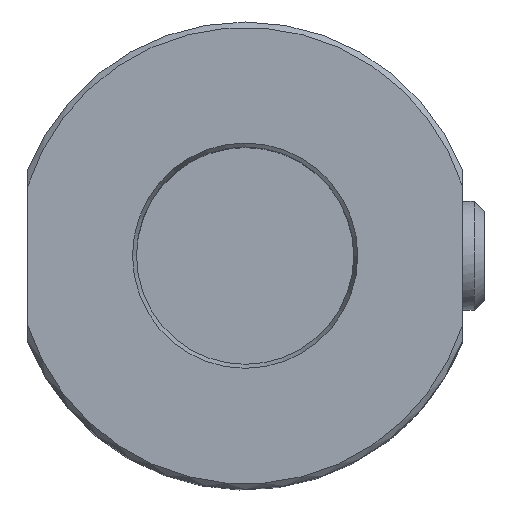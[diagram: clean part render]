
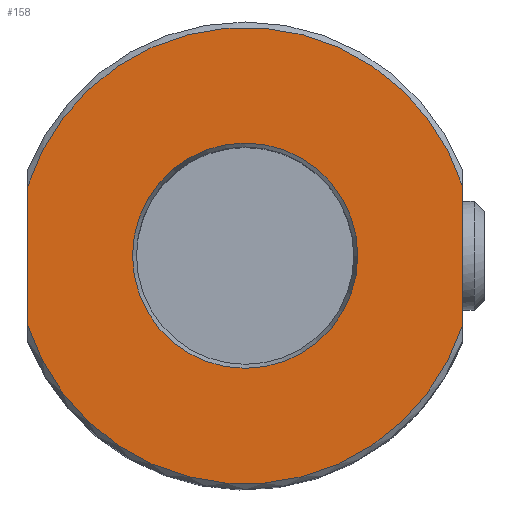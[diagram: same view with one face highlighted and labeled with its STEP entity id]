
A CAD part, top view. The second image highlights one B-rep face of the part: STEP entity #158.
In plain terms, the highlighted planar face has unit normal (0, 0, 1).
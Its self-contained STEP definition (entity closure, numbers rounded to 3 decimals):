
#34=LINE('',#1075,#51);
#35=LINE('',#1079,#52);
#51=VECTOR('',#897,1.);
#52=VECTOR('',#900,1.);
#113=PLANE('',#725);
#158=ADVANCED_FACE('',(#250,#251),#113,.T.);
#250=FACE_BOUND('',#328,.T.);
#251=FACE_BOUND('',#329,.T.);
#328=EDGE_LOOP('',(#417));
#329=EDGE_LOOP('',(#418,#419,#420,#421));
#417=ORIENTED_EDGE('',*,*,#568,.T.);
#418=ORIENTED_EDGE('',*,*,#573,.T.);
#419=ORIENTED_EDGE('',*,*,#575,.T.);
#420=ORIENTED_EDGE('',*,*,#576,.T.);
#421=ORIENTED_EDGE('',*,*,#577,.T.);
#511=VERTEX_POINT('',#1052);
#516=VERTEX_POINT('',#1067);
#517=VERTEX_POINT('',#1069);
#518=VERTEX_POINT('',#1076);
#519=VERTEX_POINT('',#1078);
#568=EDGE_CURVE('',#511,#511,#635,.T.);
#573=EDGE_CURVE('',#517,#516,#639,.T.);
#575=EDGE_CURVE('',#516,#518,#34,.T.);
#576=EDGE_CURVE('',#518,#519,#640,.T.);
#577=EDGE_CURVE('',#519,#517,#35,.T.);
#635=CIRCLE('',#715,10.364);
#639=CIRCLE('',#722,21.);
#640=CIRCLE('',#724,21.);
#715=AXIS2_PLACEMENT_3D('',#1051,#879,#880);
#722=AXIS2_PLACEMENT_3D('',#1068,#893,#894);
#724=AXIS2_PLACEMENT_3D('',#1077,#898,#899);
#725=AXIS2_PLACEMENT_3D('',#1080,#901,#902);
#879=DIRECTION('',(0.,0.,-1.));
#880=DIRECTION('',(1.,0.,0.));
#893=DIRECTION('',(0.,0.,1.));
#894=DIRECTION('',(1.,0.,0.));
#897=DIRECTION('',(0.,-1.,0.));
#898=DIRECTION('',(0.,0.,1.));
#899=DIRECTION('',(1.,0.,0.));
#900=DIRECTION('',(0.,1.,0.));
#901=DIRECTION('',(0.,0.,1.));
#902=DIRECTION('',(1.,0.,0.));
#1051=CARTESIAN_POINT('',(0.,0.,40.));
#1052=CARTESIAN_POINT('',(10.364,0.,40.));
#1067=CARTESIAN_POINT('',(-20.,6.403,40.));
#1068=CARTESIAN_POINT('',(0.,0.,40.));
#1069=CARTESIAN_POINT('',(20.,6.403,40.));
#1075=CARTESIAN_POINT('',(-20.,0.,40.));
#1076=CARTESIAN_POINT('',(-20.,-6.403,40.));
#1077=CARTESIAN_POINT('',(0.,0.,40.));
#1078=CARTESIAN_POINT('',(20.,-6.403,40.));
#1079=CARTESIAN_POINT('',(20.,0.,40.));
#1080=CARTESIAN_POINT('',(0.,0.,40.));
